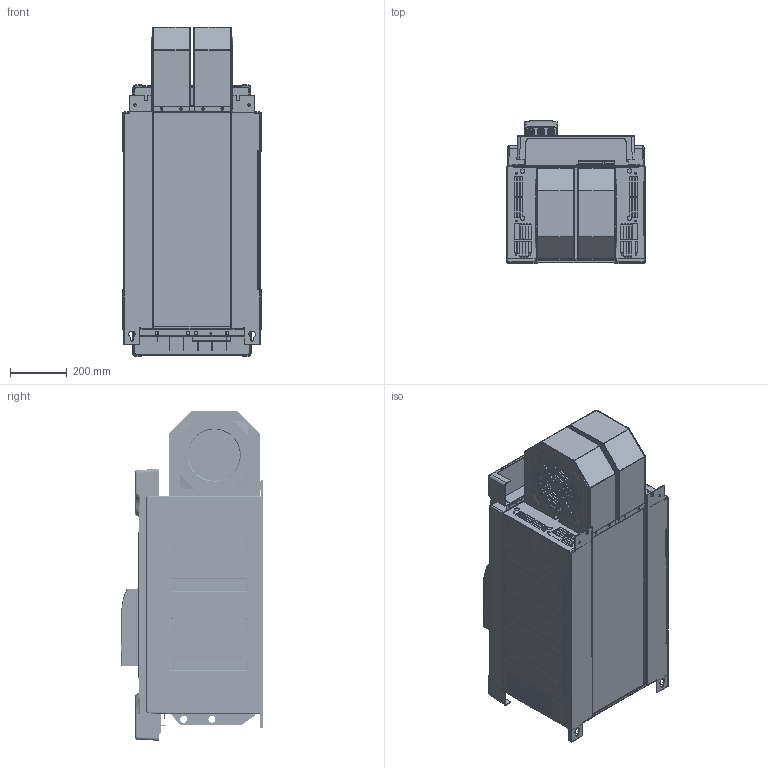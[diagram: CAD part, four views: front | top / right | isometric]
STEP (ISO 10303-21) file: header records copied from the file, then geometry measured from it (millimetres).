
FILE_DESCRIPTION((''),'2;1');
FILE_NAME('OUT_NXP_FR10','2020-03-12T',('U377409'),('Danfoss Drives A/S'),'CREO PARAMETRIC BY PTC INC, 2018070','CREO PARAMETRIC BY PTC INC, 2018070','');
FILE_SCHEMA(('CONFIG_CONTROL_DESIGN','GEOMETRIC_VALIDATION_PROPERTIES_MIM'));
Products named in the file (1): OUT_NXP_FR10
Bounding box: 489.23 x 505.44 x 1165.19 mm (x, y, z)
Volume: 178144391.7 mm3; surface area: 5963298.9 mm2
Topology: 2 solids, 41 shells, 5598 faces, 15379 edges, 9894 vertices
Faces by surface type: plane 2843, cylinder 2017, bspline 370, torus 156, cone 119, sphere 83, extrusion 9, revolution 1
Entity records: 257723 total; most frequent: CARTESIAN_POINT 66627, ORIENTED_EDGE 30381, DIRECTION 27041, PRESENTATION_STYLE_ASSIGNMENT 15695, STYLED_ITEM 15204, CURVE_STYLE 15194, EDGE_CURVE 15193, VERTEX_POINT 9842
